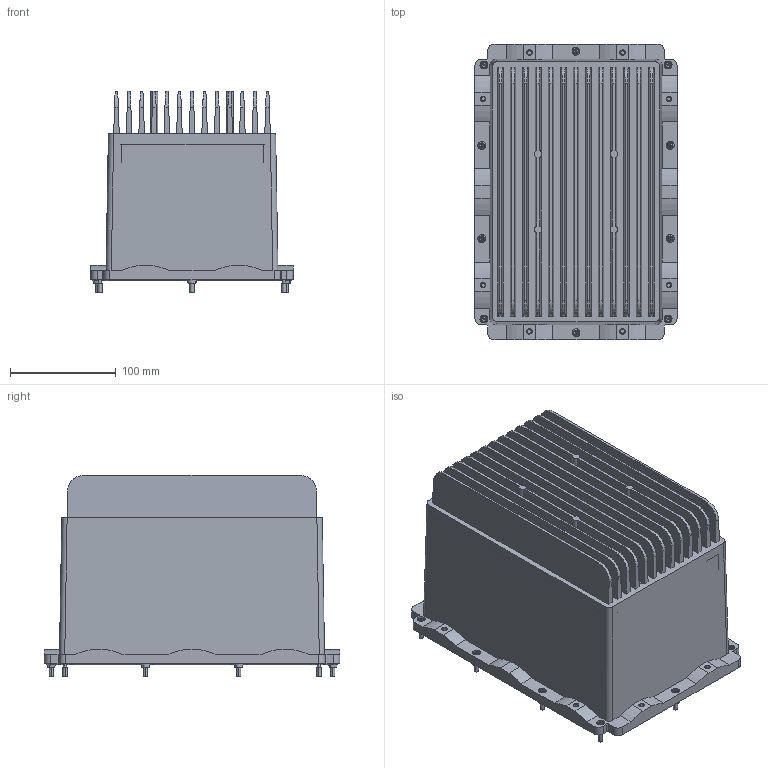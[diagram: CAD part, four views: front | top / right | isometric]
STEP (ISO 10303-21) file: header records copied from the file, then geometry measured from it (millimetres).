
FILE_DESCRIPTION(('CATIA V5 STEP Exchange','CAx-IF Rec.Pracs.--- Model Styling and Organization---1.4--- 2014-01-23'),'2;1');
FILE_NAME ('403005-10_4_2632840000_2632840000.stp','2019-09-09T14:40:37+00:00',('none'),('Weidmueller'),'CATIA Version 5-6 Release 2016 SP3 HF44','CATIA V5 STEP AP214','none');
FILE_SCHEMA(('AUTOMOTIVE_DESIGN { 1 0 10303 214 1 1 1 1 }'));
Products named in the file (1): 2632840000
Bounding box: 191 x 279 x 190 mm (x, y, z)
Volume: 1216767.3 mm3; surface area: 605154.1 mm2
Topology: 2 solids, 2 shells, 2018 faces, 5090 edges, 3146 vertices
Faces by surface type: plane 862, cylinder 538, torus 312, cone 224, bspline 62, sphere 20
Entity records: 61945 total; most frequent: CARTESIAN_POINT 17752, ORIENTED_EDGE 10140, DIRECTION 6298, EDGE_CURVE 5070, VERTEX_POINT 3146, AXIS2_PLACEMENT_3D 2783, VECTOR 2468, LINE 2468
